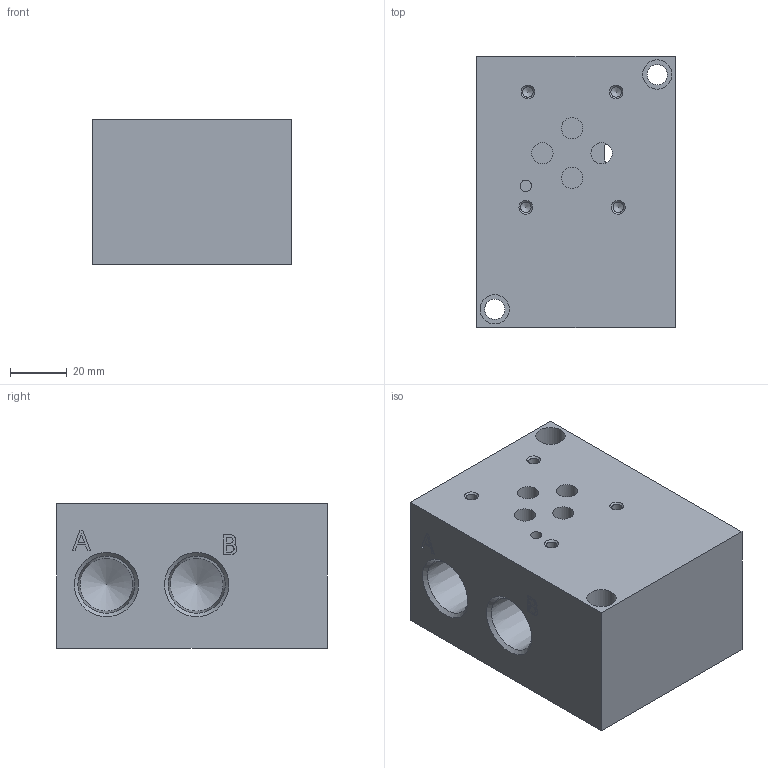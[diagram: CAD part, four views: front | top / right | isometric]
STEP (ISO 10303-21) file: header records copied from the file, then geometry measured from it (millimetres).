
FILE_DESCRIPTION( ( 'STEP AP214' ), ' ' );
FILE_NAME( 'AD03SPSB8P.stp', '2018-06-07T00:30:06', ( '' ), ( '' ), ' ', 'PARTsolutions', ' ' );
FILE_SCHEMA( ( 'AUTOMOTIVE_DESIGN { 1 0 10303 214 1 1 1 1 }' ) );
Length unit declared in the file: inch
Products named in the file (1): _AD03SPSB8P
Bounding box: 69.85 x 95.25 x 50.8 mm (x, y, z)
Volume: 284737.7 mm3; surface area: 42293.8 mm2
Topology: 1 solids, 1 shells, 231 faces, 602 edges, 396 vertices
Faces by surface type: plane 150, cylinder 55, cone 26
Full cylindrical faces by diameter (mm): 3.68 x4, 4.013 x1, 7.137 x2, 7.493 x4, 10.312 x2
Entity records: 8710 total; most frequent: CARTESIAN_POINT 1272, DIRECTION 1138, ORIENTED_EDGE 1094, EDGE_CURVE 547, LINE 408, VECTOR 408, VERTEX_POINT 389, AXIS2_PLACEMENT_3D 365
